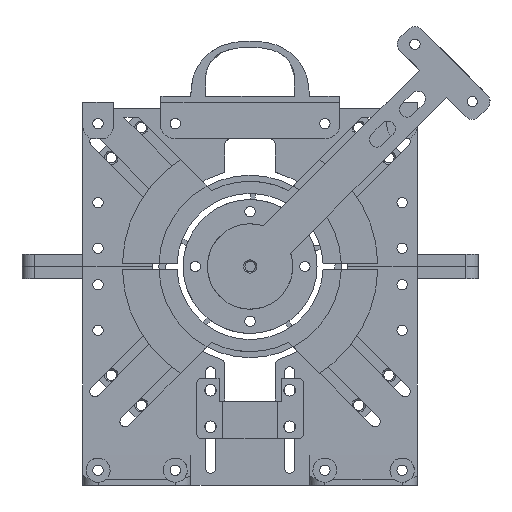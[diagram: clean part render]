
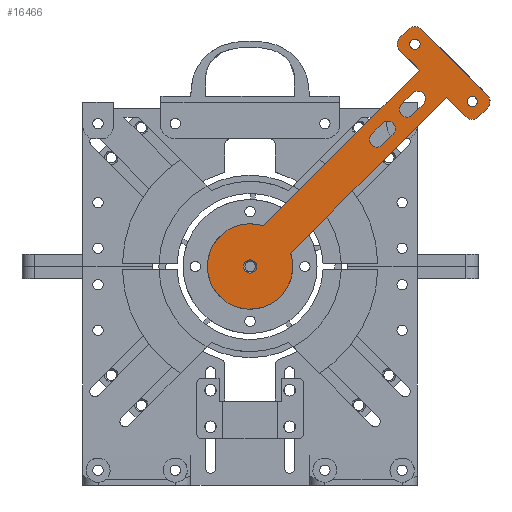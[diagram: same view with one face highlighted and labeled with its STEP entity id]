
A CAD part, front view. The second image highlights one B-rep face of the part: STEP entity #16466.
In plain terms, the highlighted planar face has unit normal (0, -1, 0).
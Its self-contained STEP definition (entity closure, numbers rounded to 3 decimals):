
#523=FACE_BOUND('',#2293,.T.);
#524=FACE_BOUND('',#2294,.T.);
#525=FACE_BOUND('',#2295,.T.);
#526=FACE_BOUND('',#2296,.T.);
#527=FACE_BOUND('',#2297,.T.);
#837=PLANE('',#17934);
#1317=FACE_OUTER_BOUND('',#2292,.T.);
#2292=EDGE_LOOP('',(#11659,#11660,#11661,#11662,#11663,#11664,#11665,#11666,
#11667,#11668,#11669,#11670,#11671));
#2293=EDGE_LOOP('',(#11672,#11673,#11674,#11675));
#2294=EDGE_LOOP('',(#11676,#11677,#11678,#11679));
#2295=EDGE_LOOP('',(#11680));
#2296=EDGE_LOOP('',(#11681));
#2297=EDGE_LOOP('',(#11682));
#3541=LINE('',#25397,#4970);
#3544=LINE('',#25403,#4973);
#3545=LINE('',#25407,#4974);
#3546=LINE('',#25411,#4975);
#3547=LINE('',#25415,#4976);
#3548=LINE('',#25417,#4977);
#3549=LINE('',#25422,#4978);
#3550=LINE('',#25427,#4979);
#3551=LINE('',#25430,#4980);
#3552=LINE('',#25435,#4981);
#3553=LINE('',#25438,#4982);
#4970=VECTOR('',#20208,10.);
#4973=VECTOR('',#20213,10.);
#4974=VECTOR('',#20216,10.);
#4975=VECTOR('',#20219,10.);
#4976=VECTOR('',#20222,10.);
#4977=VECTOR('',#20223,10.);
#4978=VECTOR('',#20228,10.);
#4979=VECTOR('',#20231,10.);
#4980=VECTOR('',#20234,10.);
#4981=VECTOR('',#20237,10.);
#4982=VECTOR('',#20240,10.);
#6355=CIRCLE('',#17932,3.);
#6356=CIRCLE('',#17935,3.);
#6357=CIRCLE('',#17936,3.);
#6358=CIRCLE('',#17937,3.);
#6359=CIRCLE('',#17938,14.025);
#6360=CIRCLE('',#17939,14.025);
#6361=CIRCLE('',#17940,2.5);
#6362=CIRCLE('',#17941,2.5);
#6363=CIRCLE('',#17942,2.5);
#6364=CIRCLE('',#17943,2.5);
#6365=CIRCLE('',#17944,1.7);
#6366=CIRCLE('',#17945,1.7);
#6367=CIRCLE('',#17946,2.2);
#7316=VERTEX_POINT('',#25390);
#7317=VERTEX_POINT('',#25392);
#7318=VERTEX_POINT('',#25396);
#7320=VERTEX_POINT('',#25402);
#7321=VERTEX_POINT('',#25404);
#7322=VERTEX_POINT('',#25406);
#7323=VERTEX_POINT('',#25408);
#7324=VERTEX_POINT('',#25410);
#7325=VERTEX_POINT('',#25412);
#7326=VERTEX_POINT('',#25414);
#7327=VERTEX_POINT('',#25416);
#7328=VERTEX_POINT('',#25418);
#7329=VERTEX_POINT('',#25420);
#7330=VERTEX_POINT('',#25423);
#7331=VERTEX_POINT('',#25424);
#7332=VERTEX_POINT('',#25426);
#7333=VERTEX_POINT('',#25428);
#7334=VERTEX_POINT('',#25431);
#7335=VERTEX_POINT('',#25432);
#7336=VERTEX_POINT('',#25434);
#7337=VERTEX_POINT('',#25436);
#7338=VERTEX_POINT('',#25439);
#7339=VERTEX_POINT('',#25441);
#7340=VERTEX_POINT('',#25443);
#8983=EDGE_CURVE('',#7316,#7317,#6355,.T.);
#8985=EDGE_CURVE('',#7317,#7318,#3541,.T.);
#8988=EDGE_CURVE('',#7320,#7316,#3544,.T.);
#8989=EDGE_CURVE('',#7321,#7320,#6356,.T.);
#8990=EDGE_CURVE('',#7321,#7322,#3545,.T.);
#8991=EDGE_CURVE('',#7323,#7322,#6357,.T.);
#8992=EDGE_CURVE('',#7323,#7324,#3546,.T.);
#8993=EDGE_CURVE('',#7325,#7324,#6358,.T.);
#8994=EDGE_CURVE('',#7325,#7326,#3547,.T.);
#8995=EDGE_CURVE('',#7326,#7327,#3548,.T.);
#8996=EDGE_CURVE('',#7327,#7328,#6359,.T.);
#8997=EDGE_CURVE('',#7328,#7329,#6360,.T.);
#8998=EDGE_CURVE('',#7329,#7318,#3549,.T.);
#8999=EDGE_CURVE('',#7330,#7331,#6361,.T.);
#9000=EDGE_CURVE('',#7331,#7332,#3550,.T.);
#9001=EDGE_CURVE('',#7332,#7333,#6362,.T.);
#9002=EDGE_CURVE('',#7333,#7330,#3551,.T.);
#9003=EDGE_CURVE('',#7334,#7335,#6363,.T.);
#9004=EDGE_CURVE('',#7335,#7336,#3552,.T.);
#9005=EDGE_CURVE('',#7336,#7337,#6364,.T.);
#9006=EDGE_CURVE('',#7337,#7334,#3553,.T.);
#9007=EDGE_CURVE('',#7338,#7338,#6365,.T.);
#9008=EDGE_CURVE('',#7339,#7339,#6366,.T.);
#9009=EDGE_CURVE('',#7340,#7340,#6367,.T.);
#11659=ORIENTED_EDGE('',*,*,#8983,.F.);
#11660=ORIENTED_EDGE('',*,*,#8988,.F.);
#11661=ORIENTED_EDGE('',*,*,#8989,.F.);
#11662=ORIENTED_EDGE('',*,*,#8990,.T.);
#11663=ORIENTED_EDGE('',*,*,#8991,.F.);
#11664=ORIENTED_EDGE('',*,*,#8992,.T.);
#11665=ORIENTED_EDGE('',*,*,#8993,.F.);
#11666=ORIENTED_EDGE('',*,*,#8994,.T.);
#11667=ORIENTED_EDGE('',*,*,#8995,.T.);
#11668=ORIENTED_EDGE('',*,*,#8996,.T.);
#11669=ORIENTED_EDGE('',*,*,#8997,.T.);
#11670=ORIENTED_EDGE('',*,*,#8998,.T.);
#11671=ORIENTED_EDGE('',*,*,#8985,.F.);
#11672=ORIENTED_EDGE('',*,*,#8999,.T.);
#11673=ORIENTED_EDGE('',*,*,#9000,.T.);
#11674=ORIENTED_EDGE('',*,*,#9001,.T.);
#11675=ORIENTED_EDGE('',*,*,#9002,.T.);
#11676=ORIENTED_EDGE('',*,*,#9003,.T.);
#11677=ORIENTED_EDGE('',*,*,#9004,.T.);
#11678=ORIENTED_EDGE('',*,*,#9005,.T.);
#11679=ORIENTED_EDGE('',*,*,#9006,.T.);
#11680=ORIENTED_EDGE('',*,*,#9007,.T.);
#11681=ORIENTED_EDGE('',*,*,#9008,.T.);
#11682=ORIENTED_EDGE('',*,*,#9009,.F.);
#16466=ADVANCED_FACE('',(#1317,#523,#524,#525,#526,#527),#837,.T.);
#17932=AXIS2_PLACEMENT_3D('',#25393,#20203,#20204);
#17934=AXIS2_PLACEMENT_3D('',#25401,#20211,#20212);
#17935=AXIS2_PLACEMENT_3D('',#25405,#20214,#20215);
#17936=AXIS2_PLACEMENT_3D('',#25409,#20217,#20218);
#17937=AXIS2_PLACEMENT_3D('',#25413,#20220,#20221);
#17938=AXIS2_PLACEMENT_3D('',#25419,#20224,#20225);
#17939=AXIS2_PLACEMENT_3D('',#25421,#20226,#20227);
#17940=AXIS2_PLACEMENT_3D('',#25425,#20229,#20230);
#17941=AXIS2_PLACEMENT_3D('',#25429,#20232,#20233);
#17942=AXIS2_PLACEMENT_3D('',#25433,#20235,#20236);
#17943=AXIS2_PLACEMENT_3D('',#25437,#20238,#20239);
#17944=AXIS2_PLACEMENT_3D('',#25440,#20241,#20242);
#17945=AXIS2_PLACEMENT_3D('',#25442,#20243,#20244);
#17946=AXIS2_PLACEMENT_3D('',#25444,#20245,#20246);
#20203=DIRECTION('center_axis',(0.,1.,0.));
#20204=DIRECTION('ref_axis',(0.707,0.,-0.707));
#20208=DIRECTION('',(-1.,0.,0.));
#20211=DIRECTION('center_axis',(0.,-1.,0.));
#20212=DIRECTION('ref_axis',(1.,0.,0.));
#20213=DIRECTION('',(0.,0.,-1.));
#20214=DIRECTION('center_axis',(0.,1.,0.));
#20215=DIRECTION('ref_axis',(0.707,0.,0.707));
#20216=DIRECTION('',(-1.,0.,0.));
#20217=DIRECTION('center_axis',(0.,1.,0.));
#20218=DIRECTION('ref_axis',(-0.707,0.,0.707));
#20219=DIRECTION('',(0.,0.,-1.));
#20220=DIRECTION('center_axis',(0.,1.,0.));
#20221=DIRECTION('ref_axis',(-0.707,0.,-0.707));
#20222=DIRECTION('',(1.,0.,0.));
#20223=DIRECTION('',(0.,0.,-1.));
#20224=DIRECTION('center_axis',(0.,-1.,0.));
#20225=DIRECTION('ref_axis',(1.,0.,0.));
#20226=DIRECTION('center_axis',(0.,-1.,0.));
#20227=DIRECTION('ref_axis',(1.,0.,0.));
#20228=DIRECTION('',(0.,0.,1.));
#20229=DIRECTION('center_axis',(0.,1.,0.));
#20230=DIRECTION('ref_axis',(1.,0.,0.));
#20231=DIRECTION('',(0.,0.,-1.));
#20232=DIRECTION('center_axis',(0.,1.,0.));
#20233=DIRECTION('ref_axis',(-1.,0.,0.));
#20234=DIRECTION('',(0.,0.,1.));
#20235=DIRECTION('center_axis',(0.,1.,0.));
#20236=DIRECTION('ref_axis',(1.,0.,0.));
#20237=DIRECTION('',(0.,0.,-1.));
#20238=DIRECTION('center_axis',(0.,1.,0.));
#20239=DIRECTION('ref_axis',(-1.,0.,0.));
#20240=DIRECTION('',(0.,0.,1.));
#20241=DIRECTION('center_axis',(0.,1.,0.));
#20242=DIRECTION('ref_axis',(1.,0.,0.));
#20243=DIRECTION('center_axis',(0.,1.,0.));
#20244=DIRECTION('ref_axis',(1.,0.,0.));
#20245=DIRECTION('center_axis',(0.,-1.,0.));
#20246=DIRECTION('ref_axis',(1.,0.,0.));
#25390=CARTESIAN_POINT('',(18.35,-13.,88.));
#25392=CARTESIAN_POINT('',(15.35,-13.,85.));
#25393=CARTESIAN_POINT('Origin',(15.35,-13.,88.));
#25396=CARTESIAN_POINT('',(6.35,-13.,85.));
#25397=CARTESIAN_POINT('',(18.35,-13.,85.));
#25401=CARTESIAN_POINT('Origin',(0.,-13.,0.));
#25402=CARTESIAN_POINT('',(18.35,-13.,92.));
#25403=CARTESIAN_POINT('',(18.35,-13.,95.));
#25404=CARTESIAN_POINT('',(15.35,-13.,95.));
#25405=CARTESIAN_POINT('Origin',(15.35,-13.,92.));
#25406=CARTESIAN_POINT('',(-15.35,-13.,95.));
#25407=CARTESIAN_POINT('',(6.35,-13.,95.));
#25408=CARTESIAN_POINT('',(-18.35,-13.,92.));
#25409=CARTESIAN_POINT('Origin',(-15.35,-13.,92.));
#25410=CARTESIAN_POINT('',(-18.35,-13.,88.));
#25411=CARTESIAN_POINT('',(-18.35,-13.,95.));
#25412=CARTESIAN_POINT('',(-15.35,-13.,85.));
#25413=CARTESIAN_POINT('Origin',(-15.35,-13.,88.));
#25414=CARTESIAN_POINT('',(-6.35,-13.,85.));
#25415=CARTESIAN_POINT('',(-18.35,-13.,85.));
#25416=CARTESIAN_POINT('',(-6.35,-13.,12.505));
#25417=CARTESIAN_POINT('',(-6.35,-13.,95.));
#25418=CARTESIAN_POINT('',(13.7,-13.,3.));
#25419=CARTESIAN_POINT('Origin',(0.,-13.,0.));
#25420=CARTESIAN_POINT('',(6.35,-13.,12.505));
#25421=CARTESIAN_POINT('Origin',(0.,-13.,0.));
#25422=CARTESIAN_POINT('',(6.35,-13.,0.));
#25423=CARTESIAN_POINT('',(-2.5,-13.,78.));
#25424=CARTESIAN_POINT('',(2.5,-13.,78.));
#25425=CARTESIAN_POINT('Origin',(0.,-13.,78.));
#25426=CARTESIAN_POINT('',(2.5,-13.,73.));
#25427=CARTESIAN_POINT('',(2.5,-13.,73.));
#25428=CARTESIAN_POINT('',(-2.5,-13.,73.));
#25429=CARTESIAN_POINT('Origin',(0.,-13.,73.));
#25430=CARTESIAN_POINT('',(-2.5,-13.,78.));
#25431=CARTESIAN_POINT('',(-2.5,-13.,64.));
#25432=CARTESIAN_POINT('',(2.5,-13.,64.));
#25433=CARTESIAN_POINT('Origin',(0.,-13.,64.));
#25434=CARTESIAN_POINT('',(2.5,-13.,59.));
#25435=CARTESIAN_POINT('',(2.5,-13.,59.));
#25436=CARTESIAN_POINT('',(-2.5,-13.,59.));
#25437=CARTESIAN_POINT('Origin',(0.,-13.,59.));
#25438=CARTESIAN_POINT('',(-2.5,-13.,64.));
#25439=CARTESIAN_POINT('',(11.65,-13.,90.));
#25440=CARTESIAN_POINT('Origin',(13.35,-13.,90.));
#25441=CARTESIAN_POINT('',(-15.05,-13.,90.));
#25442=CARTESIAN_POINT('Origin',(-13.35,-13.,90.));
#25443=CARTESIAN_POINT('',(-2.2,-13.,0.));
#25444=CARTESIAN_POINT('Origin',(0.,-13.,0.));
